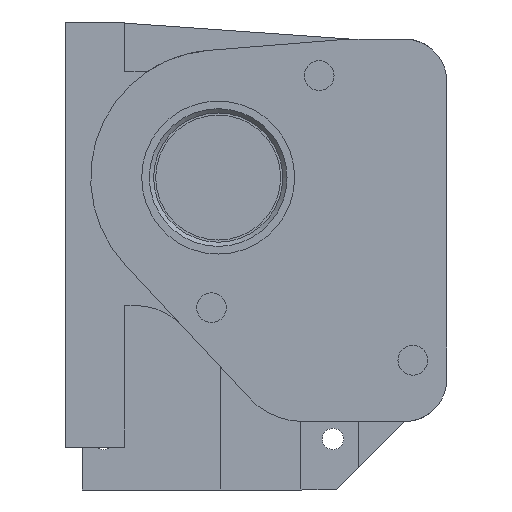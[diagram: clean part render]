
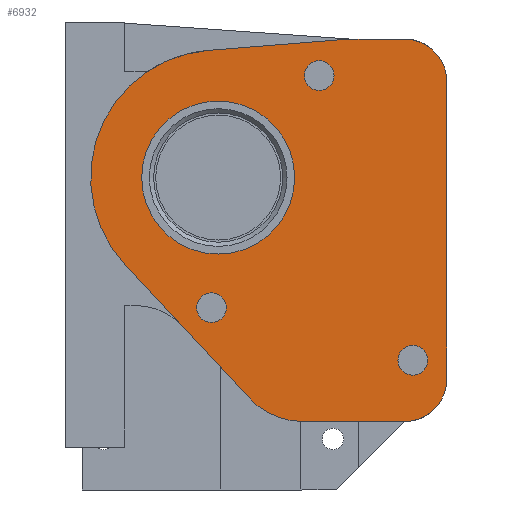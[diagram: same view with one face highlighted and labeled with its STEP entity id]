
A CAD part, left-side view. The second image highlights one B-rep face of the part: STEP entity #6932.
In plain terms, the highlighted planar face has unit normal (-1, 0, 0).
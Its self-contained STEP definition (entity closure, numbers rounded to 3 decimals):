
#215=FACE_BOUND('',#1220,.T.);
#216=FACE_BOUND('',#1221,.T.);
#217=FACE_BOUND('',#1222,.T.);
#218=FACE_BOUND('',#1223,.T.);
#455=PLANE('',#7694);
#802=FACE_OUTER_BOUND('',#1219,.T.);
#1219=EDGE_LOOP('',(#6159,#6160,#6161,#6162,#6163,#6164,#6165,#6166,#6167));
#1220=EDGE_LOOP('',(#6168));
#1221=EDGE_LOOP('',(#6169));
#1222=EDGE_LOOP('',(#6170));
#1223=EDGE_LOOP('',(#6171));
#1799=LINE('',#11892,#2403);
#1806=LINE('',#11923,#2410);
#1812=LINE('',#11942,#2416);
#1814=LINE('',#11949,#2418);
#1817=LINE('',#11956,#2421);
#2403=VECTOR('',#9464,10.);
#2410=VECTOR('',#9493,10.);
#2416=VECTOR('',#9517,10.);
#2418=VECTOR('',#9525,10.);
#2421=VECTOR('',#9534,10.);
#2777=CIRCLE('',#7665,5.);
#2786=CIRCLE('',#7677,5.);
#2787=CIRCLE('',#7680,1.75);
#2788=CIRCLE('',#7682,1.75);
#2789=CIRCLE('',#7684,9.);
#2790=CIRCLE('',#7686,1.75);
#2791=CIRCLE('',#7689,8.7);
#2792=CIRCLE('',#7692,15.);
#3359=VERTEX_POINT('',#11879);
#3360=VERTEX_POINT('',#11880);
#3364=VERTEX_POINT('',#11890);
#3375=VERTEX_POINT('',#11916);
#3376=VERTEX_POINT('',#11917);
#3377=VERTEX_POINT('',#11922);
#3378=VERTEX_POINT('',#11926);
#3379=VERTEX_POINT('',#11930);
#3380=VERTEX_POINT('',#11934);
#3381=VERTEX_POINT('',#11938);
#3382=VERTEX_POINT('',#11944);
#3383=VERTEX_POINT('',#11948);
#3384=VERTEX_POINT('',#11952);
#4293=EDGE_CURVE('',#3359,#3360,#2777,.T.);
#4299=EDGE_CURVE('',#3359,#3364,#1799,.T.);
#4311=EDGE_CURVE('',#3375,#3376,#2786,.T.);
#4314=EDGE_CURVE('',#3377,#3376,#1806,.T.);
#4316=EDGE_CURVE('',#3378,#3378,#2787,.T.);
#4318=EDGE_CURVE('',#3379,#3379,#2788,.T.);
#4320=EDGE_CURVE('',#3380,#3380,#2789,.T.);
#4322=EDGE_CURVE('',#3381,#3381,#2790,.T.);
#4324=EDGE_CURVE('',#3375,#3360,#1812,.T.);
#4325=EDGE_CURVE('',#3382,#3377,#2791,.T.);
#4327=EDGE_CURVE('',#3383,#3382,#1814,.T.);
#4329=EDGE_CURVE('',#3384,#3383,#2792,.T.);
#4331=EDGE_CURVE('',#3364,#3384,#1817,.T.);
#6159=ORIENTED_EDGE('',*,*,#4293,.F.);
#6160=ORIENTED_EDGE('',*,*,#4299,.T.);
#6161=ORIENTED_EDGE('',*,*,#4331,.T.);
#6162=ORIENTED_EDGE('',*,*,#4329,.T.);
#6163=ORIENTED_EDGE('',*,*,#4327,.T.);
#6164=ORIENTED_EDGE('',*,*,#4325,.T.);
#6165=ORIENTED_EDGE('',*,*,#4314,.T.);
#6166=ORIENTED_EDGE('',*,*,#4311,.F.);
#6167=ORIENTED_EDGE('',*,*,#4324,.T.);
#6168=ORIENTED_EDGE('',*,*,#4322,.T.);
#6169=ORIENTED_EDGE('',*,*,#4320,.T.);
#6170=ORIENTED_EDGE('',*,*,#4318,.T.);
#6171=ORIENTED_EDGE('',*,*,#4316,.T.);
#6932=ADVANCED_FACE('',(#802,#215,#216,#217,#218),#455,.T.);
#7665=AXIS2_PLACEMENT_3D('',#11881,#9454,#9455);
#7677=AXIS2_PLACEMENT_3D('',#11918,#9487,#9488);
#7680=AXIS2_PLACEMENT_3D('',#11927,#9497,#9498);
#7682=AXIS2_PLACEMENT_3D('',#11931,#9502,#9503);
#7684=AXIS2_PLACEMENT_3D('',#11935,#9507,#9508);
#7686=AXIS2_PLACEMENT_3D('',#11939,#9512,#9513);
#7689=AXIS2_PLACEMENT_3D('',#11945,#9520,#9521);
#7692=AXIS2_PLACEMENT_3D('',#11953,#9529,#9530);
#7694=AXIS2_PLACEMENT_3D('',#11957,#9535,#9536);
#9454=DIRECTION('center_axis',(1.,0.,0.));
#9455=DIRECTION('ref_axis',(0.,-0.707,0.707));
#9464=DIRECTION('',(0.,1.,0.));
#9487=DIRECTION('center_axis',(1.,0.,0.));
#9488=DIRECTION('ref_axis',(0.,-0.707,-0.707));
#9493=DIRECTION('',(0.,-1.,0.));
#9497=DIRECTION('center_axis',(1.,0.,0.));
#9498=DIRECTION('ref_axis',(0.,0.,1.));
#9502=DIRECTION('center_axis',(1.,0.,0.));
#9503=DIRECTION('ref_axis',(0.,0.,1.));
#9507=DIRECTION('center_axis',(1.,0.,0.));
#9508=DIRECTION('ref_axis',(0.,0.,1.));
#9512=DIRECTION('center_axis',(1.,0.,0.));
#9513=DIRECTION('ref_axis',(0.,0.,1.));
#9517=DIRECTION('',(0.,0.,1.));
#9520=DIRECTION('center_axis',(-1.,0.,0.));
#9521=DIRECTION('ref_axis',(0.,0.732,-0.681));
#9525=DIRECTION('',(0.,-0.681,-0.732));
#9529=DIRECTION('center_axis',(-1.,0.,0.));
#9530=DIRECTION('ref_axis',(0.,0.08,0.997));
#9534=DIRECTION('',(0.,0.997,-0.08));
#9535=DIRECTION('center_axis',(-1.,0.,0.));
#9536=DIRECTION('ref_axis',(0.,0.,1.));
#11879=CARTESIAN_POINT('',(-32.,-21.898,16.3));
#11880=CARTESIAN_POINT('',(-32.,-26.898,11.3));
#11881=CARTESIAN_POINT('Origin',(-32.,-21.898,11.3));
#11890=CARTESIAN_POINT('',(-32.,-15.498,16.3));
#11892=CARTESIAN_POINT('',(-32.,-26.898,16.3));
#11916=CARTESIAN_POINT('',(-32.,-26.898,-23.7));
#11917=CARTESIAN_POINT('',(-32.,-21.898,-28.7));
#11918=CARTESIAN_POINT('Origin',(-32.,-21.898,-23.7));
#11922=CARTESIAN_POINT('',(-32.,-10.,-28.7));
#11923=CARTESIAN_POINT('',(-32.,-10.,-28.7));
#11926=CARTESIAN_POINT('',(-32.,-11.887,10.245));
#11927=CARTESIAN_POINT('Origin',(-32.,-11.887,11.995));
#11930=CARTESIAN_POINT('',(-32.,0.789,-17.052));
#11931=CARTESIAN_POINT('Origin',(-32.,0.789,-15.302));
#11934=CARTESIAN_POINT('',(-32.,0.,-9.));
#11935=CARTESIAN_POINT('Origin',(-32.,0.,0.));
#11938=CARTESIAN_POINT('',(-32.,-22.898,-23.245));
#11939=CARTESIAN_POINT('Origin',(-32.,-22.898,-21.495));
#11942=CARTESIAN_POINT('',(-32.,-26.898,-28.7));
#11944=CARTESIAN_POINT('',(-32.,-3.63,-25.926));
#11945=CARTESIAN_POINT('Origin',(-32.,-10.,-20.));
#11948=CARTESIAN_POINT('',(-32.,10.983,-10.216));
#11949=CARTESIAN_POINT('',(-32.,10.983,-10.216));
#11952=CARTESIAN_POINT('',(-32.,1.207,14.951));
#11953=CARTESIAN_POINT('Origin',(-32.,0.,0.));
#11956=CARTESIAN_POINT('',(-32.,-15.498,16.3));
#11957=CARTESIAN_POINT('Origin',(-32.,-5.949,-6.2));
